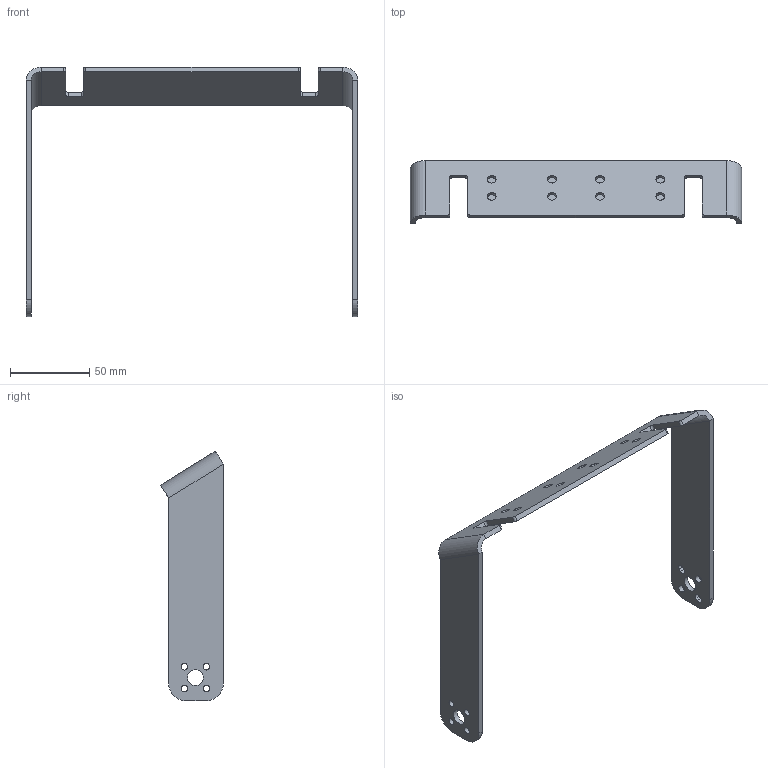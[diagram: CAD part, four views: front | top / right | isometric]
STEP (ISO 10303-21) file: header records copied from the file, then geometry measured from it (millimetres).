
FILE_DESCRIPTION(/* description */ (''),/* implementation_level */ '2;1');
FILE_NAME(/* name */ 'Ar500_125_x2_Zoe_Beemo lite_arm.step',/* time_stamp */ '2024-01-08T23:24:43-05:00',/* author */ (''),/* organization */ (''),/* preprocessor_version */ 'ST-DEVELOPER v20',/* originating_system */ 'Autodesk Translation Framework v12.14.0.127',/* authorisation */ '');
FILE_SCHEMA (('AUTOMOTIVE_DESIGN { 1 0 10303 214 3 1 1 }'));
Length unit declared in the file: inch
Products named in the file (1): smallergecko Beemo
Bounding box: 209.12 x 39.45 x 157.39 mm (x, y, z)
Volume: 54059.9 mm3; surface area: 38942.6 mm2
Topology: 1 solids, 1 shells, 80 faces, 194 edges, 124 vertices
Faces by surface type: plane 42, cylinder 38
Full cylindrical faces by diameter (mm): 4.2 x4, 5.588 x8, 10 x2
Entity records: 2431 total; most frequent: DIRECTION 432, CARTESIAN_POINT 399, ORIENTED_EDGE 388, EDGE_CURVE 194, AXIS2_PLACEMENT_3D 157, VERTEX_POINT 124, LINE 118, VECTOR 118
